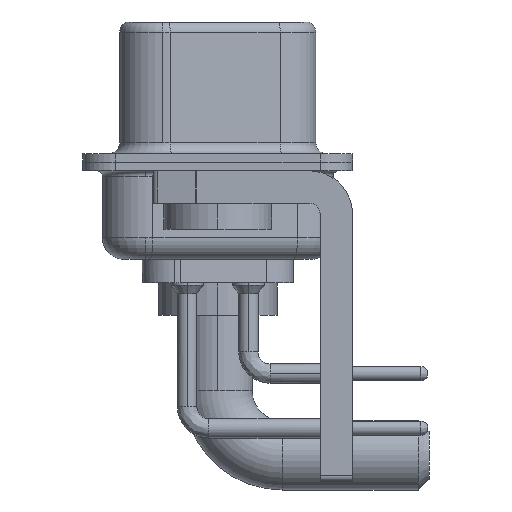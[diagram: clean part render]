
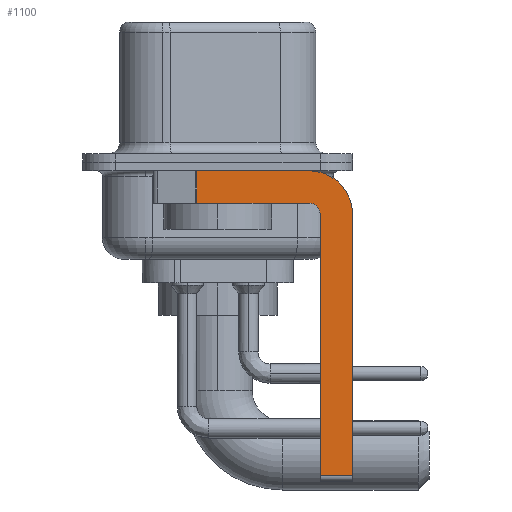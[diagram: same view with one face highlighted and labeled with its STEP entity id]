
A CAD part, left-side view. The second image highlights one B-rep face of the part: STEP entity #1100.
In plain terms, the highlighted planar face has unit normal (-1, 0, 0).
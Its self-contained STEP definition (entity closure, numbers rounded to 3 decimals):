
#436 = LINE ( 'NONE', #3462, #23067 ) ;
#679 = AXIS2_PLACEMENT_3D ( 'NONE', #5129, #12246, #3238 ) ;
#961 = AXIS2_PLACEMENT_3D ( 'NONE', #11050, #13287, #16491 ) ;
#1100 = ADVANCED_FACE ( 'NONE', ( #20294 ), #18530, .F. ) ;
#1303 = DIRECTION ( 'NONE',  ( 0., 1., 0. ) ) ;
#1506 = CARTESIAN_POINT ( 'NONE',  ( -2.9, -6.25, -14.55 ) ) ;
#2744 = ORIENTED_EDGE ( 'NONE', *, *, #14343, .T. ) ;
#3238 = DIRECTION ( 'NONE',  ( 0., 0., -1. ) ) ;
#3462 = CARTESIAN_POINT ( 'NONE',  ( -2.9, 0.978, -1.9 ) ) ;
#3740 = VERTEX_POINT ( 'NONE', #9207 ) ;
#3771 = AXIS2_PLACEMENT_3D ( 'NONE', #5994, #4556, #16763 ) ;
#4219 = LINE ( 'NONE', #4342, #15954 ) ;
#4310 = DIRECTION ( 'NONE',  ( 0., 0., 1. ) ) ;
#4342 = CARTESIAN_POINT ( 'NONE',  ( -2.9, -4.25, -14.55 ) ) ;
#4380 = VERTEX_POINT ( 'NONE', #1506 ) ;
#4556 = DIRECTION ( 'NONE',  ( 1., 0., 0. ) ) ;
#5129 = CARTESIAN_POINT ( 'NONE',  ( -2.9, -4.25, -2.4 ) ) ;
#5172 = CARTESIAN_POINT ( 'NONE',  ( -2.9, -4.25, -1.9 ) ) ;
#5208 = EDGE_CURVE ( 'NONE', #9610, #4380, #9268, .T. ) ;
#5350 = CARTESIAN_POINT ( 'NONE',  ( -2.9, -4.75, -2.4 ) ) ;
#5358 = ORIENTED_EDGE ( 'NONE', *, *, #12995, .T. ) ;
#5994 = CARTESIAN_POINT ( 'NONE',  ( -2.9, -4.25, -2.4 ) ) ;
#6335 = LINE ( 'NONE', #9536, #9528 ) ;
#7417 = VECTOR ( 'NONE', #1303, 1000. ) ;
#7550 = EDGE_LOOP ( 'NONE', ( #9806, #5358, #22712, #10078, #9337, #2744, #23286, #13162 ) ) ;
#7803 = EDGE_CURVE ( 'NONE', #12927, #20247, #6335, .T. ) ;
#9207 = CARTESIAN_POINT ( 'NONE',  ( -2.9, -4.25, -1.9 ) ) ;
#9268 = LINE ( 'NONE', #13174, #18345 ) ;
#9337 = ORIENTED_EDGE ( 'NONE', *, *, #7803, .F. ) ;
#9446 = DIRECTION ( 'NONE',  ( 0., -1., 0. ) ) ;
#9528 = VECTOR ( 'NONE', #4310, 1000. ) ;
#9536 = CARTESIAN_POINT ( 'NONE',  ( -2.9, -4.75, -14.8 ) ) ;
#9610 = VERTEX_POINT ( 'NONE', #13309 ) ;
#9806 = ORIENTED_EDGE ( 'NONE', *, *, #17648, .F. ) ;
#10078 = ORIENTED_EDGE ( 'NONE', *, *, #18030, .F. ) ;
#10832 = CIRCLE ( 'NONE', #679, 2. ) ;
#11050 = CARTESIAN_POINT ( 'NONE',  ( -2.9, -4.25, -2.4 ) ) ;
#11344 = DIRECTION ( 'NONE',  ( 0., -1., 0. ) ) ;
#11512 = DIRECTION ( 'NONE',  ( 0., 0., -1. ) ) ;
#11621 = VERTEX_POINT ( 'NONE', #16028 ) ;
#11895 = CIRCLE ( 'NONE', #961, 0.5 ) ;
#11987 = EDGE_CURVE ( 'NONE', #14411, #9610, #10832, .T. ) ;
#12172 = LINE ( 'NONE', #5172, #7417 ) ;
#12246 = DIRECTION ( 'NONE',  ( 1., 0., 0. ) ) ;
#12834 = CARTESIAN_POINT ( 'NONE',  ( -2.9, -4.75, -14.55 ) ) ;
#12927 = VERTEX_POINT ( 'NONE', #12834 ) ;
#12995 = EDGE_CURVE ( 'NONE', #11621, #18837, #436, .T. ) ;
#13162 = ORIENTED_EDGE ( 'NONE', *, *, #11987, .F. ) ;
#13174 = CARTESIAN_POINT ( 'NONE',  ( -2.9, -6.25, -2.4 ) ) ;
#13287 = DIRECTION ( 'NONE',  ( -1., 0., 0. ) ) ;
#13309 = CARTESIAN_POINT ( 'NONE',  ( -2.9, -6.25, -2.4 ) ) ;
#14343 = EDGE_CURVE ( 'NONE', #12927, #4380, #4219, .T. ) ;
#14411 = VERTEX_POINT ( 'NONE', #15119 ) ;
#14514 = VECTOR ( 'NONE', #9446, 1000. ) ;
#14767 = LINE ( 'NONE', #21976, #14514 ) ;
#15119 = CARTESIAN_POINT ( 'NONE',  ( -2.9, -4.25, -0.4 ) ) ;
#15954 = VECTOR ( 'NONE', #11344, 1000. ) ;
#16028 = CARTESIAN_POINT ( 'NONE',  ( -2.9, 0.978, -0.4 ) ) ;
#16491 = DIRECTION ( 'NONE',  ( 0., 0., 1. ) ) ;
#16763 = DIRECTION ( 'NONE',  ( 0., 0., -1. ) ) ;
#17648 = EDGE_CURVE ( 'NONE', #11621, #14411, #14767, .T. ) ;
#18030 = EDGE_CURVE ( 'NONE', #20247, #3740, #11895, .T. ) ;
#18345 = VECTOR ( 'NONE', #21803, 1000. ) ;
#18530 = PLANE ( 'NONE',  #3771 ) ;
#18837 = VERTEX_POINT ( 'NONE', #19623 ) ;
#19233 = EDGE_CURVE ( 'NONE', #3740, #18837, #12172, .T. ) ;
#19623 = CARTESIAN_POINT ( 'NONE',  ( -2.9, 0.978, -1.9 ) ) ;
#20247 = VERTEX_POINT ( 'NONE', #5350 ) ;
#20294 = FACE_OUTER_BOUND ( 'NONE', #7550, .T. ) ;
#21803 = DIRECTION ( 'NONE',  ( 0., 0., -1. ) ) ;
#21976 = CARTESIAN_POINT ( 'NONE',  ( -2.9, 3., -0.4 ) ) ;
#22712 = ORIENTED_EDGE ( 'NONE', *, *, #19233, .F. ) ;
#23067 = VECTOR ( 'NONE', #11512, 1000. ) ;
#23286 = ORIENTED_EDGE ( 'NONE', *, *, #5208, .F. ) ;
